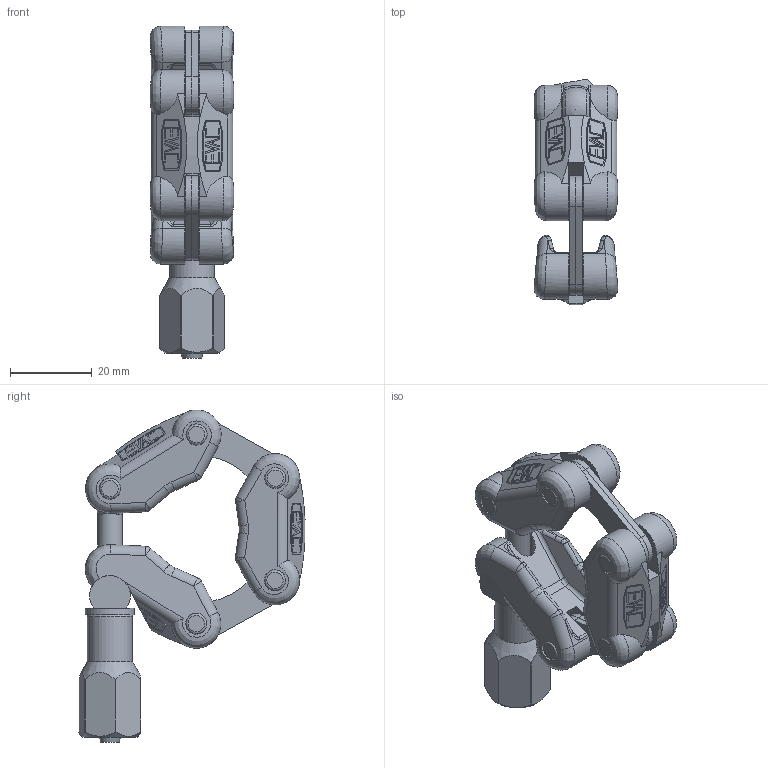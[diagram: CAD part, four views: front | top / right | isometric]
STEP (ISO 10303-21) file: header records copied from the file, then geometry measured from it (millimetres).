
FILE_DESCRIPTION(/* description */ (''),/* implementation_level */ '2;1');
FILE_NAME(/* name */ '30.016006.151.616',/* time_stamp */ '2018-07-18T10:22:25+02:00',/* author */ ('Murat Coskun Bicak'),/* organization */ ('Evac AG'),/* preprocessor_version */ 'ST-DEVELOPER v16.7',/* originating_system */ 'DEX',/* authorisation */ $);
FILE_SCHEMA (('AUTOMOTIVE_DESIGN {1 0 10303 214 3 1 1}'));
Length unit declared in the file: millimetre
Products named in the file (10): 30.016006.151.616; 03.236.001-ST; 03.236.002-ST; 03.236.003-ST; 03.020.008-ST; 03.034.007-IXMY; 03.036.004-IX; 00.1506.00-IXMY; 03.037.004-IX; 03.030.022-IX
Assembly tree (16 placements, depth 2):
  30.016006.151.616
    03.236.001-ST
    03.236.002-ST
    03.236.003-ST
    03.020.008-ST  x5
    03.034.007-IXMY
    03.036.004-IX
    00.1506.00-IXMY
    03.037.004-IX
    03.030.022-IX  x4
Bounding box: 20.49 x 55.31 x 81.25 mm (x, y, z)
Volume: 26632.9 mm3; surface area: 18235 mm2
Topology: 16 solids, 16 shells, 659 faces, 1820 edges, 1210 vertices
Faces by surface type: plane 406, cylinder 139, bspline 92, torus 13, cone 8, sphere 1
Full cylindrical faces by diameter (mm): 4.917 x1, 5 x14, 5.2 x10, 6 x1, 6.2 x1, 6.4 x1, 8 x1, 11 x1, 12 x1
Entity records: 23592 total; most frequent: CARTESIAN_POINT 8406, ORIENTED_EDGE 3368, DIRECTION 2563, EDGE_CURVE 1684, VERTEX_POINT 1147, LINE 1079, VECTOR 1079, AXIS2_PLACEMENT_3D 742
